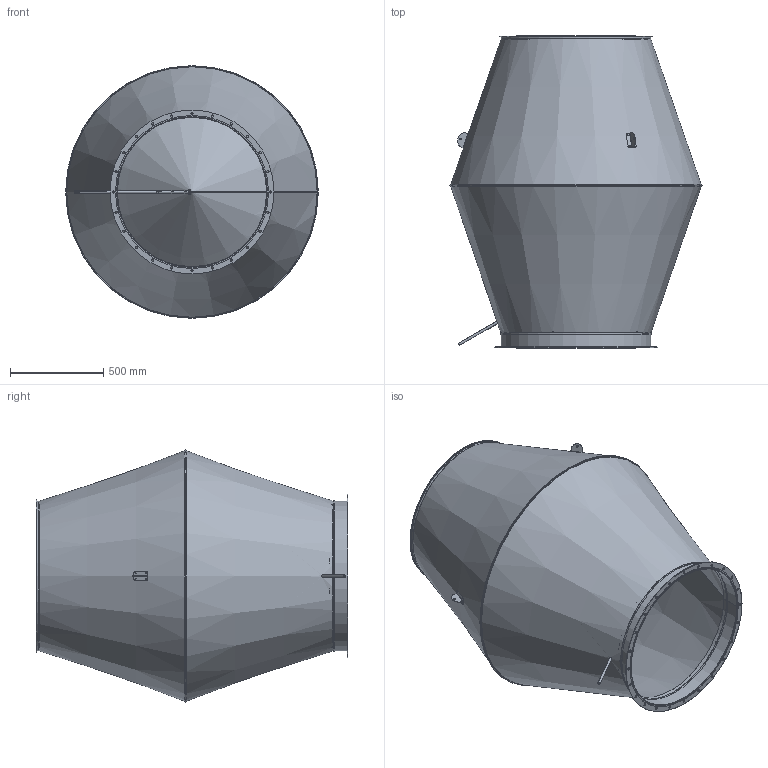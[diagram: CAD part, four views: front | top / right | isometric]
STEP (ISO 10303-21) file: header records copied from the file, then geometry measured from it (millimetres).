
FILE_DESCRIPTION(/* description */ ('Underdel HJHF'),/* implementation_level */ '2;1');
FILE_NAME(/* name */ 'HJHF-07.stp',/* time_stamp */ '2016-04-01T09:17:42+02:00',/* author */ ('CAD'),/* organization */ (''),/* preprocessor_version */ 'ST-DEVELOPER v15.6',/* originating_system */ 'Autodesk Inventor 2015',/* authorisation */ '');
FILE_SCHEMA (('AUTOMOTIVE_DESIGN { 1 0 10303 214 3 1 1 }'));
Length unit declared in the file: millimetre
Products named in the file (12): HJH-AA-25; HJH-AB-16; HJH-AC-10; HJH-AD-10; HML-HFS-800; Slang-HJH-800; Slangklämma; BlindnitmutterM6; HFS-800; HNGN-800; HJH-Lyftögla; HJHF-07
Bounding box: 1353.8 x 1670.9 x 1353.8 mm (x, y, z)
Volume: 7475067 mm3; surface area: 15864059.2 mm2
Topology: 21 solids, 21 shells, 426 faces, 961 edges, 567 vertices
Faces by surface type: plane 218, cylinder 148, cone 30, torus 24, bspline 6
Full cylindrical faces by diameter (mm): 5 x12, 10 x9, 12 x24, 14 x2, 800 x1, 800.5 x1, 801.5 x1, 801.8 x1, 802.3 x2, 804.1 x1, 808 x1, 810 x1, 820 x1, 878 x1, 1340 x2, 1341.8 x2, 1342 x1, 1350 x1
Entity records: 8272 total; most frequent: CARTESIAN_POINT 1928, DIRECTION 1330, ORIENTED_EDGE 1076, AXIS2_PLACEMENT_3D 546, EDGE_CURVE 538, EDGE_LOOP 354, VERTEX_POINT 336, CIRCLE 268
